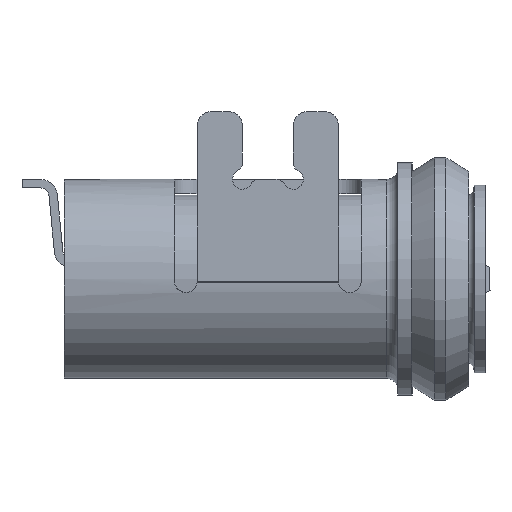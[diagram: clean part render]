
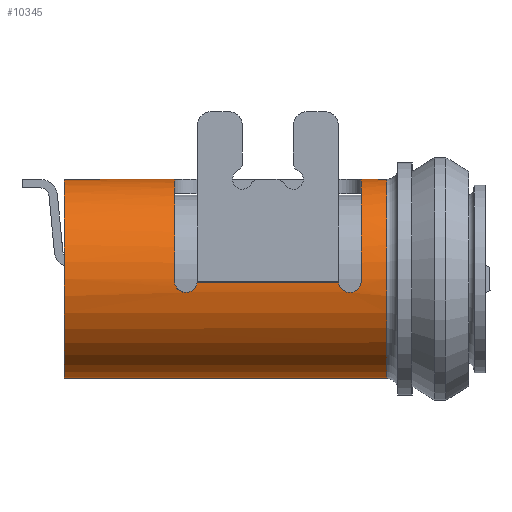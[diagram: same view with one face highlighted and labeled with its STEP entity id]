
A CAD part, left-side view. The second image highlights one B-rep face of the part: STEP entity #10345.
In plain terms, the highlighted cylindrical face has radius 1.76 mm (diameter 3.52 mm), a partial arc.
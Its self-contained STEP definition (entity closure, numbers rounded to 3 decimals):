
#1091=CARTESIAN_POINT('',(-2.9,6.15,0.));
#1092=DIRECTION('',(0.,-1.,0.));
#1093=DIRECTION('',(0.,0.,1.));
#1094=AXIS2_PLACEMENT_3D('',#1091,#1092,#1093);
#1096=CARTESIAN_POINT('',(-2.9,6.15,0.));
#1097=DIRECTION('',(0.,-1.,0.));
#1098=DIRECTION('',(-1.,0.,0.));
#1099=AXIS2_PLACEMENT_3D('',#1096,#1097,#1098);
#1135=DIRECTION('',(0.,-1.,0.));
#1136=VECTOR('',#1135,2.503);
#1137=CARTESIAN_POINT('',(-4.659,3.801,
-0.063));
#1138=LINE('',#1137,#1136);
#1139=CARTESIAN_POINT('',(-4.659,1.299,
-0.063));
#1140=CARTESIAN_POINT('',(-4.658,1.296,
-0.083));
#1141=CARTESIAN_POINT('',(-4.656,1.287,
-0.119));
#1142=CARTESIAN_POINT('',(-4.652,1.255,
-0.17));
#1143=CARTESIAN_POINT('',(-4.648,1.212,
-0.209));
#1144=CARTESIAN_POINT('',(-4.644,1.158,
-0.234));
#1145=CARTESIAN_POINT('',(-4.644,1.12,
-0.24));
#1146=CARTESIAN_POINT('',(-4.644,1.1,
-0.24));
#1148=CARTESIAN_POINT('',(-4.644,1.1,
-0.24));
#1149=CARTESIAN_POINT('',(-4.644,1.082,
-0.24));
#1150=CARTESIAN_POINT('',(-4.644,1.048,
-0.235));
#1151=CARTESIAN_POINT('',(-4.647,0.999,
-0.215));
#1152=CARTESIAN_POINT('',(-4.651,0.957,
-0.183));
#1153=CARTESIAN_POINT('',(-4.654,0.925,
-0.142));
#1154=CARTESIAN_POINT('',(-4.658,0.905,
-0.092));
#1155=CARTESIAN_POINT('',(-4.659,0.9,-0.058));
#1156=CARTESIAN_POINT('',(-4.66,0.9,-0.04));
#1158=DIRECTION('',(0.,-1.,0.));
#1159=VECTOR('',#1158,0.483);
#1160=CARTESIAN_POINT('',(-2.9,0.933,1.76));
#1161=LINE('',#1160,#1159);
#1162=DIRECTION('',(0.,1.,0.));
#1163=VECTOR('',#1162,5.7);
#1164=CARTESIAN_POINT('',(-2.9,0.45,-1.76));
#1165=LINE('',#1164,#1163);
#1166=DIRECTION('',(0.,-1.,0.));
#1167=VECTOR('',#1166,1.983);
#1168=CARTESIAN_POINT('',(-2.9,6.15,1.76));
#1169=LINE('',#1168,#1167);
#1170=CARTESIAN_POINT('',(-4.66,4.2,-0.04));
#1171=CARTESIAN_POINT('',(-4.659,4.2,-0.058));
#1172=CARTESIAN_POINT('',(-4.658,4.195,
-0.092));
#1173=CARTESIAN_POINT('',(-4.655,4.175,
-0.141));
#1174=CARTESIAN_POINT('',(-4.651,4.143,
-0.183));
#1175=CARTESIAN_POINT('',(-4.647,4.101,
-0.215));
#1176=CARTESIAN_POINT('',(-4.644,4.052,
-0.235));
#1177=CARTESIAN_POINT('',(-4.644,4.018,
-0.24));
#1178=CARTESIAN_POINT('',(-4.644,4.,
-0.24));
#1180=CARTESIAN_POINT('',(-4.644,4.,
-0.24));
#1181=CARTESIAN_POINT('',(-4.644,3.98,
-0.24));
#1182=CARTESIAN_POINT('',(-4.644,3.942,
-0.234));
#1183=CARTESIAN_POINT('',(-4.648,3.888,
-0.209));
#1184=CARTESIAN_POINT('',(-4.652,3.845,
-0.17));
#1185=CARTESIAN_POINT('',(-4.656,3.813,
-0.119));
#1186=CARTESIAN_POINT('',(-4.658,3.804,
-0.083));
#1187=CARTESIAN_POINT('',(-4.659,3.801,
-0.063));
#1433=CARTESIAN_POINT('',(-2.9,4.2,0.));
#1434=DIRECTION('',(0.,1.,0.));
#1435=DIRECTION('',(-1.,0.,-0.023));
#1436=AXIS2_PLACEMENT_3D('',#1433,#1434,#1435);
#1438=CARTESIAN_POINT('',(-2.9,4.2,0.));
#1439=DIRECTION('',(0.,1.,0.));
#1440=DIRECTION('',(-1.,0.,0.));
#1441=AXIS2_PLACEMENT_3D('',#1438,#1439,#1440);
#1447=CARTESIAN_POINT('',(-3.06,4.2,1.753));
#1448=CARTESIAN_POINT('',(-3.042,4.2,1.754));
#1449=CARTESIAN_POINT('',(-3.005,4.197,1.757));
#1450=CARTESIAN_POINT('',(-2.951,4.186,1.76));
#1451=CARTESIAN_POINT('',(-2.917,4.174,1.76));
#1452=CARTESIAN_POINT('',(-2.9,4.167,1.76));
#1473=CARTESIAN_POINT('',(-2.9,0.933,1.76));
#1474=CARTESIAN_POINT('',(-2.917,0.926,1.76));
#1475=CARTESIAN_POINT('',(-2.951,0.914,
1.76));
#1476=CARTESIAN_POINT('',(-3.005,0.903,
1.757));
#1477=CARTESIAN_POINT('',(-3.042,0.9,1.754));
#1478=CARTESIAN_POINT('',(-3.06,0.9,1.753));
#1491=CARTESIAN_POINT('',(-2.9,0.9,0.));
#1492=DIRECTION('',(0.,-1.,0.));
#1493=DIRECTION('',(-0.091,0.,0.996));
#1494=AXIS2_PLACEMENT_3D('',#1491,#1492,#1493);
#1496=CARTESIAN_POINT('',(-2.9,0.9,0.));
#1497=DIRECTION('',(0.,-1.,0.));
#1498=DIRECTION('',(-1.,0.,0.));
#1499=AXIS2_PLACEMENT_3D('',#1496,#1497,#1498);
#1573=CARTESIAN_POINT('',(-2.9,0.45,0.));
#1574=DIRECTION('',(0.,1.,0.));
#1575=DIRECTION('',(0.,0.,-1.));
#1576=AXIS2_PLACEMENT_3D('',#1573,#1574,#1575);
#1578=CARTESIAN_POINT('',(-2.9,0.45,0.));
#1579=DIRECTION('',(0.,1.,0.));
#1580=DIRECTION('',(-0.01,0.,-1.));
#1581=AXIS2_PLACEMENT_3D('',#1578,#1579,#1580);
#1583=CARTESIAN_POINT('',(-2.9,0.45,0.));
#1584=DIRECTION('',(0.,1.,0.));
#1585=DIRECTION('',(-1.,0.,0.));
#1586=AXIS2_PLACEMENT_3D('',#1583,#1584,#1585);
#7183=CARTESIAN_POINT('',(-2.9,0.45,1.76));
#7184=VERTEX_POINT('',#7183);
#7185=CARTESIAN_POINT('',(-2.9,0.933,1.76));
#7186=VERTEX_POINT('',#7185);
#7191=CARTESIAN_POINT('',(-2.9,4.167,1.76));
#7192=VERTEX_POINT('',#7191);
#7193=CARTESIAN_POINT('',(-2.9,6.15,1.76));
#7194=VERTEX_POINT('',#7193);
#7269=CARTESIAN_POINT('',(-2.9,0.45,-1.76));
#7270=CARTESIAN_POINT('',(-2.918,0.45,-1.76));
#7271=VERTEX_POINT('',#7269);
#7272=VERTEX_POINT('',#7270);
#7273=CARTESIAN_POINT('',(-4.66,0.45,0.));
#7274=VERTEX_POINT('',#7273);
#7275=CARTESIAN_POINT('',(-4.659,3.801,
-0.063));
#7276=CARTESIAN_POINT('',(-4.659,1.299,
-0.063));
#7277=VERTEX_POINT('',#7275);
#7278=VERTEX_POINT('',#7276);
#7279=VERTEX_POINT('',#1146);
#7280=VERTEX_POINT('',#1156);
#7281=CARTESIAN_POINT('',(-4.66,0.9,0.));
#7282=VERTEX_POINT('',#7281);
#7283=CARTESIAN_POINT('',(-3.06,0.9,1.753));
#7284=VERTEX_POINT('',#7283);
#7285=CARTESIAN_POINT('',(-2.9,6.15,-1.76));
#7286=VERTEX_POINT('',#7285);
#7287=CARTESIAN_POINT('',(-4.66,6.15,0.));
#7288=VERTEX_POINT('',#7287);
#7289=VERTEX_POINT('',#1447);
#7290=CARTESIAN_POINT('',(-4.66,4.2,0.));
#7291=VERTEX_POINT('',#7290);
#7292=CARTESIAN_POINT('',(-4.66,4.2,-0.04));
#7293=VERTEX_POINT('',#7292);
#7294=VERTEX_POINT('',#1178);
#10304=CARTESIAN_POINT('',(-2.9,0.,0.));
#10305=DIRECTION('',(0.,1.,0.));
#10306=DIRECTION('',(1.,0.,0.));
#10307=AXIS2_PLACEMENT_3D('',#10304,#10305,#10306);
#10308=CYLINDRICAL_SURFACE('',#10307,1.76);
#10310=ORIENTED_EDGE('',*,*,#10309,.T.);
#10312=ORIENTED_EDGE('',*,*,#10311,.T.);
#10314=ORIENTED_EDGE('',*,*,#10313,.T.);
#10316=ORIENTED_EDGE('',*,*,#10315,.F.);
#10318=ORIENTED_EDGE('',*,*,#10317,.F.);
#10320=ORIENTED_EDGE('',*,*,#10319,.F.);
#10321=ORIENTED_EDGE('',*,*,#9799,.T.);
#10323=ORIENTED_EDGE('',*,*,#10322,.F.);
#10325=ORIENTED_EDGE('',*,*,#10324,.F.);
#10327=ORIENTED_EDGE('',*,*,#10326,.F.);
#10329=ORIENTED_EDGE('',*,*,#10328,.T.);
#10330=ORIENTED_EDGE('',*,*,#10265,.F.);
#10331=ORIENTED_EDGE('',*,*,#10263,.F.);
#10332=ORIENTED_EDGE('',*,*,#9807,.T.);
#10334=ORIENTED_EDGE('',*,*,#10333,.F.);
#10336=ORIENTED_EDGE('',*,*,#10335,.F.);
#10338=ORIENTED_EDGE('',*,*,#10337,.F.);
#10340=ORIENTED_EDGE('',*,*,#10339,.T.);
#10342=ORIENTED_EDGE('',*,*,#10341,.T.);
#10343=EDGE_LOOP('',(#10310,#10312,#10314,#10316,#10318,#10320,#10321,#10323,
#10325,#10327,#10329,#10330,#10331,#10332,#10334,#10336,#10338,#10340,#10342));
#10344=FACE_OUTER_BOUND('',#10343,.F.);
#10345=ADVANCED_FACE('',(#10344),#10308,.T.);
#1095=CIRCLE('',#1094,1.76);
#1100=CIRCLE('',#1099,1.76);
#1147=B_SPLINE_CURVE_WITH_KNOTS('',3,(#1139,#1140,#1141,#1142,#1143,#1144,#1145,
#1146),.UNSPECIFIED.,.F.,.F.,(4,1,1,1,1,4),(0.,0.2,0.4,0.6,0.8,1.),
.UNSPECIFIED.);
#1157=B_SPLINE_CURVE_WITH_KNOTS('',3,(#1148,#1149,#1150,#1151,#1152,#1153,#1154,
#1155,#1156),.UNSPECIFIED.,.F.,.F.,(4,1,1,1,1,1,4),(0.,0.167,
0.333,0.5,0.667,0.833,1.),
.UNSPECIFIED.);
#1179=B_SPLINE_CURVE_WITH_KNOTS('',3,(#1170,#1171,#1172,#1173,#1174,#1175,#1176,
#1177,#1178),.UNSPECIFIED.,.F.,.F.,(4,1,1,1,1,1,4),(0.,0.167,
0.333,0.5,0.667,0.833,1.),
.UNSPECIFIED.);
#1188=B_SPLINE_CURVE_WITH_KNOTS('',3,(#1180,#1181,#1182,#1183,#1184,#1185,#1186,
#1187),.UNSPECIFIED.,.F.,.F.,(4,1,1,1,1,4),(0.,0.2,0.4,0.6,0.8,1.),
.UNSPECIFIED.);
#1437=CIRCLE('',#1436,1.76);
#1442=CIRCLE('',#1441,1.76);
#1453=B_SPLINE_CURVE_WITH_KNOTS('',3,(#1447,#1448,#1449,#1450,#1451,#1452),
.UNSPECIFIED.,.F.,.F.,(4,1,1,4),(0.,0.333,0.667,1.),
.UNSPECIFIED.);
#1479=B_SPLINE_CURVE_WITH_KNOTS('',3,(#1473,#1474,#1475,#1476,#1477,#1478),
.UNSPECIFIED.,.F.,.F.,(4,1,1,4),(0.,0.333,0.667,1.),
.UNSPECIFIED.);
#1495=CIRCLE('',#1494,1.76);
#1500=CIRCLE('',#1499,1.76);
#1577=CIRCLE('',#1576,1.76);
#1582=CIRCLE('',#1581,1.76);
#1587=CIRCLE('',#1586,1.76);
#9799=EDGE_CURVE('',#7186,#7184,#1161,.T.);
#9807=EDGE_CURVE('',#7194,#7192,#1169,.T.);
#10263=EDGE_CURVE('',#7194,#7288,#1095,.T.);
#10265=EDGE_CURVE('',#7288,#7286,#1100,.T.);
#10309=EDGE_CURVE('',#7277,#7278,#1138,.T.);
#10311=EDGE_CURVE('',#7278,#7279,#1147,.T.);
#10313=EDGE_CURVE('',#7279,#7280,#1157,.T.);
#10315=EDGE_CURVE('',#7282,#7280,#1500,.T.);
#10317=EDGE_CURVE('',#7284,#7282,#1495,.T.);
#10319=EDGE_CURVE('',#7186,#7284,#1479,.T.);
#10322=EDGE_CURVE('',#7274,#7184,#1587,.T.);
#10324=EDGE_CURVE('',#7272,#7274,#1582,.T.);
#10326=EDGE_CURVE('',#7271,#7272,#1577,.T.);
#10328=EDGE_CURVE('',#7271,#7286,#1165,.T.);
#10333=EDGE_CURVE('',#7289,#7192,#1453,.T.);
#10335=EDGE_CURVE('',#7291,#7289,#1442,.T.);
#10337=EDGE_CURVE('',#7293,#7291,#1437,.T.);
#10339=EDGE_CURVE('',#7293,#7294,#1179,.T.);
#10341=EDGE_CURVE('',#7294,#7277,#1188,.T.);
